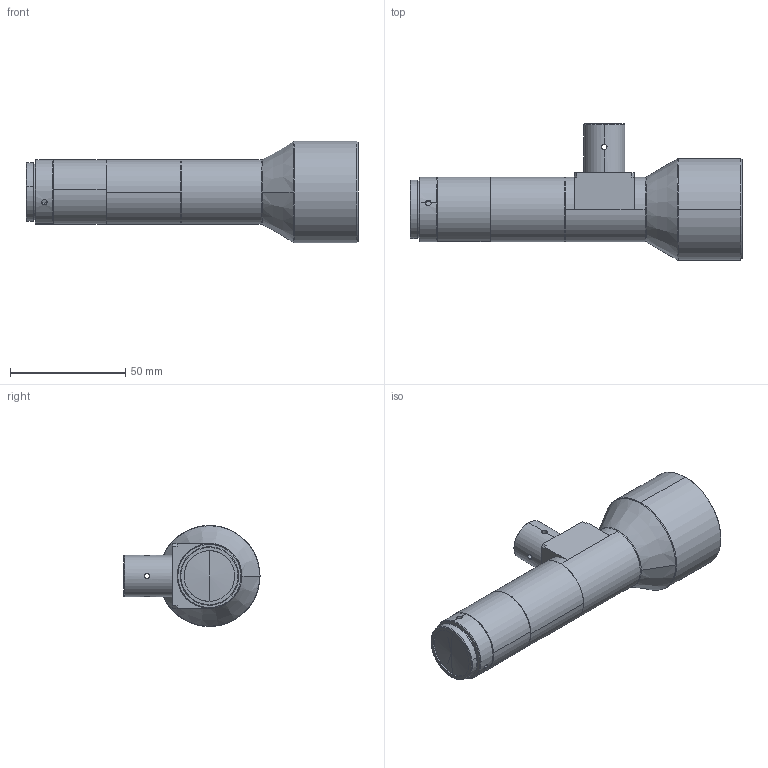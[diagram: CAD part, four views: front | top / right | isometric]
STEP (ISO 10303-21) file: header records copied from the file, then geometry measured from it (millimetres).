
FILE_DESCRIPTION (( 'STEP AP203' ), '1' );
FILE_NAME ('WWK04-110C-230.STEP', '2019-07-12T08:01:30', ( '' ), ( '' ), 'SwSTEP 2.0', 'SolidWorks 2017', '' );
FILE_SCHEMA (( 'CONFIG_CONTROL_DESIGN' ));
Length unit declared in the file: millimetre
Products named in the file (1): WWK04-110C-230
Bounding box: 144.16 x 59.1 x 44 mm (x, y, z)
Volume: 125257.3 mm3; surface area: 19991.5 mm2
Topology: 1 solids, 3 shells, 152 faces, 366 edges, 225 vertices
Faces by surface type: cylinder 71, cone 44, plane 33, bspline 4
Entity records: 4976 total; most frequent: CARTESIAN_POINT 1386, DIRECTION 759, ORIENTED_EDGE 708, EDGE_CURVE 354, AXIS2_PLACEMENT_3D 304, VERTEX_POINT 225, EDGE_LOOP 177, CIRCLE 155
